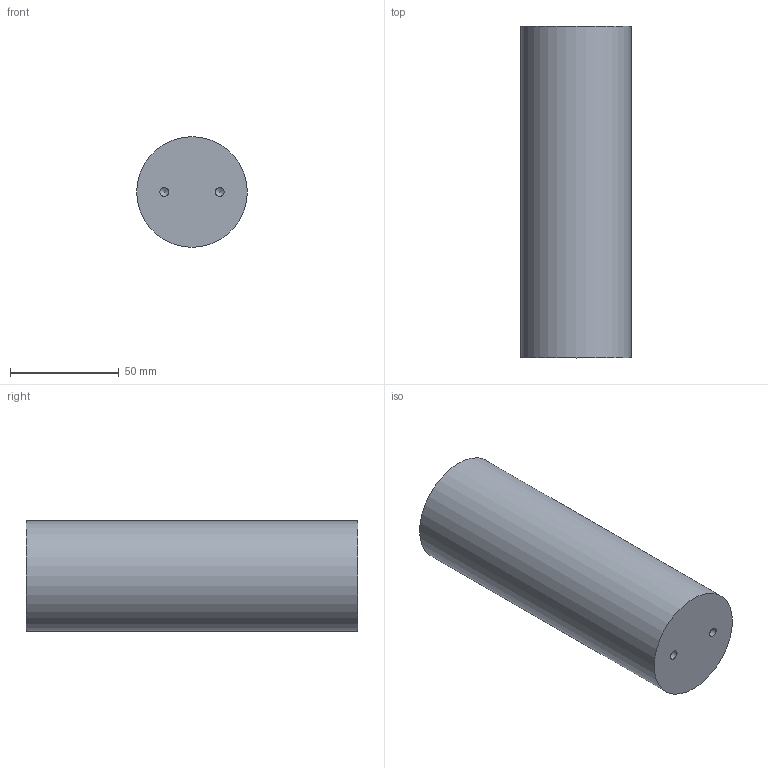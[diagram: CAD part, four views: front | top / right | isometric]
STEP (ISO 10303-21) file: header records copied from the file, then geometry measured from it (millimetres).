
FILE_DESCRIPTION(/* description */ (''),/* implementation_level */ '2;1');
FILE_NAME(/* name */ 'animal_bed_cylinder.step',/* time_stamp */ '2023-10-13T11:15:45-04:00',/* author */ (''),/* organization */ (''),/* preprocessor_version */ 'ST-DEVELOPER v20',/* originating_system */ 'Autodesk Translation Framework v12.14.0.127',/* authorisation */ '');
FILE_SCHEMA (('AUTOMOTIVE_DESIGN { 1 0 10303 214 3 1 1 }'));
Length unit declared in the file: millimetre
Products named in the file (1): cylinder
Bounding box: 50.8 x 152.4 x 50.8 mm (x, y, z)
Volume: 307792.1 mm3; surface area: 29398.6 mm2
Topology: 1 solids, 1 shells, 11 faces, 23 edges, 14 vertices
Faces by surface type: cylinder 5, cone 4, plane 2
Full cylindrical faces by diameter (mm): 4.234 x4, 50.8 x1
Entity records: 308 total; most frequent: DIRECTION 53, CARTESIAN_POINT 45, ORIENTED_EDGE 38, AXIS2_PLACEMENT_3D 22, EDGE_CURVE 19, EDGE_LOOP 15, VERTEX_POINT 14, FACE_OUTER_BOUND 11
